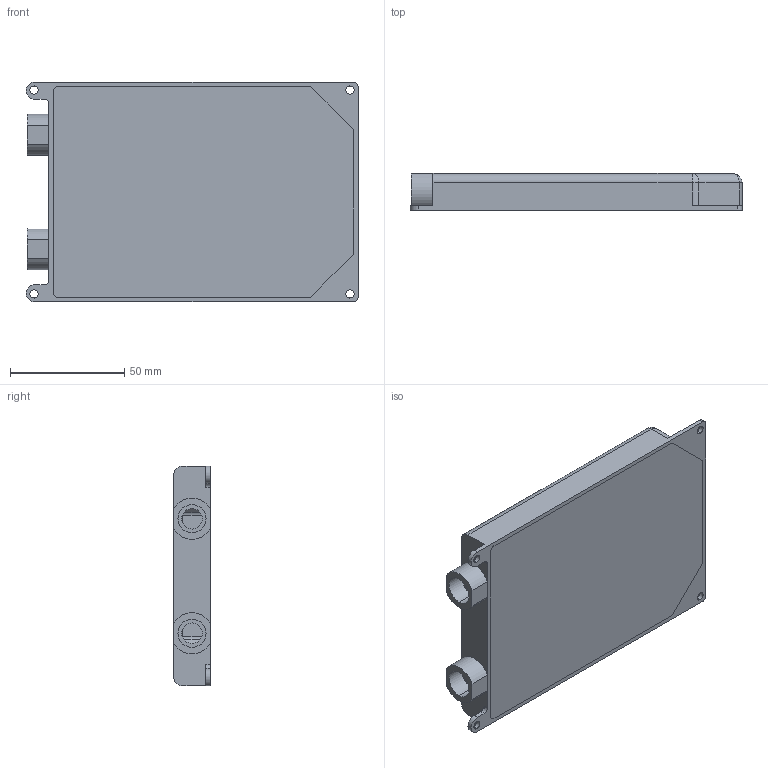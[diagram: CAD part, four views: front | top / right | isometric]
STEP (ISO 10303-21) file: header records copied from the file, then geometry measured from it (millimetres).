
FILE_DESCRIPTION(/* description */ (''),/* implementation_level */ '2;1');
FILE_NAME(/* name */ '焊接位置-蓝色线.stp',/* time_stamp */ '2023-12-20T14:35:27+08:00',/* author */ (''),/* organization */ (''),/* preprocessor_version */ 'ST-DEVELOPER v16',/* originating_system */ 'SIEMENS PLM Software NX 10.0',/* authorisation */ '');
FILE_SCHEMA (('AUTOMOTIVE_DESIGN { 1 0 10303 214 3 1 1 1 }'));
Length unit declared in the file: millimetre
Products named in the file (1): Admi281CBFD5xygk
Bounding box: 145 x 16 x 96 mm (x, y, z)
Volume: 61527.3 mm3; surface area: 65091.5 mm2
Topology: 4 solids, 4 shells, 111 faces, 319 edges, 230 vertices
Faces by surface type: cylinder 61, plane 41, sphere 9
Entity records: 3901 total; most frequent: DIRECTION 663, CARTESIAN_POINT 631, ORIENTED_EDGE 580, EDGE_CURVE 290, AXIS2_PLACEMENT_3D 246, VERTEX_POINT 190, LINE 171, VECTOR 171
